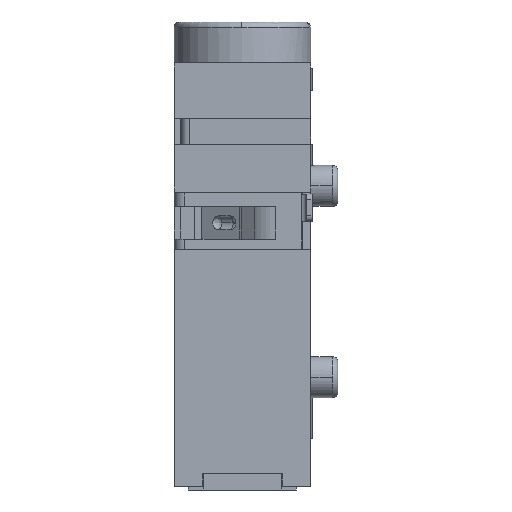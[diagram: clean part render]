
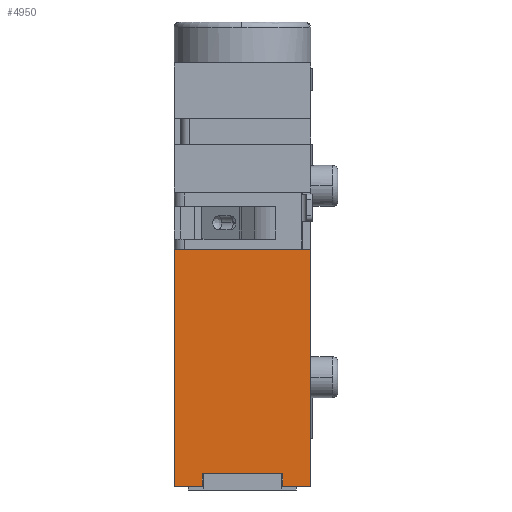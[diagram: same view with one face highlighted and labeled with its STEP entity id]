
A CAD part, left-side view. The second image highlights one B-rep face of the part: STEP entity #4950.
In plain terms, the highlighted planar face has unit normal (-1, 0, 0).
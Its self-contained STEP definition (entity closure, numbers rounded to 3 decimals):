
#204 = CARTESIAN_POINT ( 'NONE',  ( -3., -2.6, -17.174 ) ) ;
#506 = EDGE_LOOP ( 'NONE', ( #8986, #17960, #5171, #11029, #7682, #6048, #14702, #14263 ) ) ;
#993 = CARTESIAN_POINT ( 'NONE',  ( -3., 2.5, -17. ) ) ;
#1321 = CARTESIAN_POINT ( 'NONE',  ( -3., -1.475, -17. ) ) ;
#1477 = VECTOR ( 'NONE', #4995, 1000. ) ;
#1512 = EDGE_CURVE ( 'NONE', #16109, #3676, #10555, .T. ) ;
#2121 = LINE ( 'NONE', #15725, #16175 ) ;
#2195 = CARTESIAN_POINT ( 'NONE',  ( -3., -2.5, -8.325 ) ) ;
#2246 = LINE ( 'NONE', #14962, #17940 ) ;
#2367 = CARTESIAN_POINT ( 'NONE',  ( -3., 2.5, -17. ) ) ;
#2582 = VERTEX_POINT ( 'NONE', #7062 ) ;
#2887 = VECTOR ( 'NONE', #8896, 1000. ) ;
#3033 = LINE ( 'NONE', #17058, #9748 ) ;
#3676 = VERTEX_POINT ( 'NONE', #13840 ) ;
#4016 = CARTESIAN_POINT ( 'NONE',  ( -3., 2.5, -8.325 ) ) ;
#4599 = DIRECTION ( 'NONE',  ( 0., 0., 1. ) ) ;
#4950 = ADVANCED_FACE ( 'NONE', ( #10121 ), #11694, .T. ) ;
#4995 = DIRECTION ( 'NONE',  ( 0., -1., 0. ) ) ;
#5171 = ORIENTED_EDGE ( 'NONE', *, *, #10753, .T. ) ;
#5832 = EDGE_CURVE ( 'NONE', #16109, #13331, #17316, .T. ) ;
#5858 = DIRECTION ( 'NONE',  ( 0., 0., 1. ) ) ;
#6048 = ORIENTED_EDGE ( 'NONE', *, *, #16533, .F. ) ;
#6198 = LINE ( 'NONE', #2195, #2887 ) ;
#7062 = CARTESIAN_POINT ( 'NONE',  ( -3., -2.5, -8.325 ) ) ;
#7114 = CARTESIAN_POINT ( 'NONE',  ( -3., 2.5, -17. ) ) ;
#7603 = CARTESIAN_POINT ( 'NONE',  ( -3., -1.475, -16.53 ) ) ;
#7607 = LINE ( 'NONE', #14312, #13225 ) ;
#7682 = ORIENTED_EDGE ( 'NONE', *, *, #1512, .T. ) ;
#7776 = DIRECTION ( 'NONE',  ( 0., 1., 0. ) ) ;
#8896 = DIRECTION ( 'NONE',  ( 0., 0., -1. ) ) ;
#8986 = ORIENTED_EDGE ( 'NONE', *, *, #15904, .T. ) ;
#9295 = EDGE_CURVE ( 'NONE', #12208, #14128, #18369, .T. ) ;
#9731 = VERTEX_POINT ( 'NONE', #17031 ) ;
#9748 = VECTOR ( 'NONE', #14361, 1000. ) ;
#10018 = VECTOR ( 'NONE', #4599, 1000. ) ;
#10121 = FACE_OUTER_BOUND ( 'NONE', #506, .T. ) ;
#10555 = LINE ( 'NONE', #993, #1477 ) ;
#10753 = EDGE_CURVE ( 'NONE', #2582, #13331, #2121, .T. ) ;
#11029 = ORIENTED_EDGE ( 'NONE', *, *, #5832, .F. ) ;
#11694 = PLANE ( 'NONE',  #18015 ) ;
#12208 = VERTEX_POINT ( 'NONE', #1321 ) ;
#12620 = VECTOR ( 'NONE', #17323, 1000. ) ;
#13225 = VECTOR ( 'NONE', #17283, 1000. ) ;
#13331 = VERTEX_POINT ( 'NONE', #4016 ) ;
#13459 = EDGE_CURVE ( 'NONE', #9731, #14128, #7607, .T. ) ;
#13575 = DIRECTION ( 'NONE',  ( 0., 0., -1. ) ) ;
#13840 = CARTESIAN_POINT ( 'NONE',  ( -3., 1.475, -17. ) ) ;
#14128 = VERTEX_POINT ( 'NONE', #7603 ) ;
#14263 = ORIENTED_EDGE ( 'NONE', *, *, #9295, .F. ) ;
#14312 = CARTESIAN_POINT ( 'NONE',  ( -3., 1.475, -16.53 ) ) ;
#14361 = DIRECTION ( 'NONE',  ( 0., -1., 0. ) ) ;
#14460 = EDGE_CURVE ( 'NONE', #2582, #14985, #6198, .T. ) ;
#14702 = ORIENTED_EDGE ( 'NONE', *, *, #13459, .T. ) ;
#14962 = CARTESIAN_POINT ( 'NONE',  ( -3., 1.475, -16.53 ) ) ;
#14985 = VERTEX_POINT ( 'NONE', #15621 ) ;
#15621 = CARTESIAN_POINT ( 'NONE',  ( -3., -2.5, -17. ) ) ;
#15725 = CARTESIAN_POINT ( 'NONE',  ( -3., -2.5, -8.325 ) ) ;
#15904 = EDGE_CURVE ( 'NONE', #12208, #14985, #3033, .T. ) ;
#16109 = VERTEX_POINT ( 'NONE', #2367 ) ;
#16175 = VECTOR ( 'NONE', #7776, 1000. ) ;
#16533 = EDGE_CURVE ( 'NONE', #9731, #3676, #2246, .T. ) ;
#17031 = CARTESIAN_POINT ( 'NONE',  ( -3., 1.475, -16.53 ) ) ;
#17058 = CARTESIAN_POINT ( 'NONE',  ( -3., -1.475, -17. ) ) ;
#17095 = DIRECTION ( 'NONE',  ( -1., 0., 0. ) ) ;
#17241 = CARTESIAN_POINT ( 'NONE',  ( -3., -1.475, -17. ) ) ;
#17283 = DIRECTION ( 'NONE',  ( 0., -1., 0. ) ) ;
#17316 = LINE ( 'NONE', #7114, #10018 ) ;
#17323 = DIRECTION ( 'NONE',  ( 0., 0., 1. ) ) ;
#17940 = VECTOR ( 'NONE', #13575, 1000. ) ;
#17960 = ORIENTED_EDGE ( 'NONE', *, *, #14460, .F. ) ;
#18015 = AXIS2_PLACEMENT_3D ( 'NONE', #204, #17095, #5858 ) ;
#18369 = LINE ( 'NONE', #17241, #12620 ) ;
